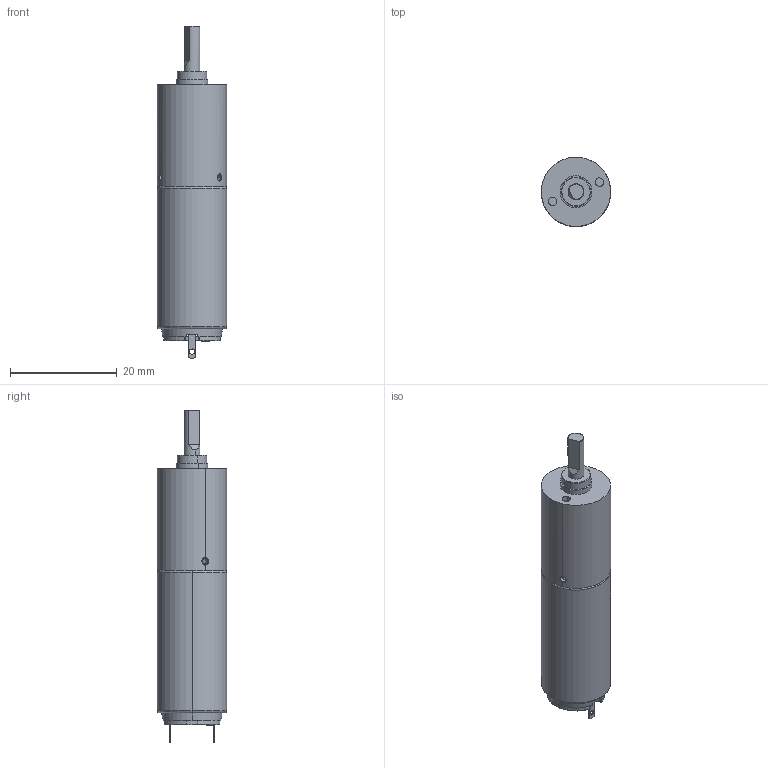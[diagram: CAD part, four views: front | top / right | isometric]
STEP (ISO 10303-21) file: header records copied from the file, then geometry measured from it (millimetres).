
FILE_DESCRIPTION (( 'STEP AP203' ), '1' );
FILE_NAME ('DCU13028+PG13C-0016.STEP', '2022-02-11T01:49:36', ( '88' ), ( '' ), 'SwSTEP 2.0', 'SolidWorks 2014', '' );
FILE_SCHEMA (( 'CONFIG_CONTROL_DESIGN' ));
Length unit declared in the file: millimetre
Products named in the file (1): DCU13028+PG13C-0016
Bounding box: 13 x 13 x 62.29 mm (x, y, z)
Surface area: 2718.2 mm2 (no closed solid volume)
Topology: 0 solids, 7 shells, 116 faces, 332 edges, 228 vertices
Faces by surface type: cylinder 56, plane 41, cone 11, torus 8
Entity records: 4164 total; most frequent: CARTESIAN_POINT 1023, DIRECTION 667, ORIENTED_EDGE 578, EDGE_CURVE 332, AXIS2_PLACEMENT_3D 254, VERTEX_POINT 228, VECTOR 159, LINE 159
